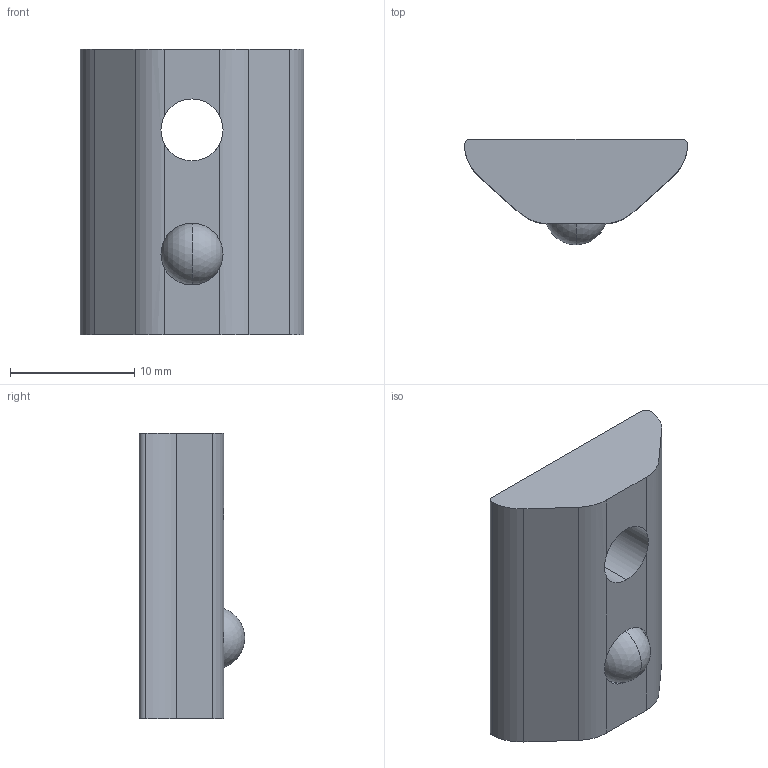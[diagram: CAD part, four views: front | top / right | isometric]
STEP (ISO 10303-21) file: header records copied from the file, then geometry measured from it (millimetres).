
FILE_DESCRIPTION (( 'STEP AP214' ), '1' );
FILE_NAME ('096116.STEP', '2014-08-18T09:43:28', ( '' ), ( '' ), 'SwSTEP 2.0', 'SolidWorks 2014', '' );
FILE_SCHEMA (( 'AUTOMOTIVE_DESIGN' ));
Length unit declared in the file: millimetre
Products named in the file (1): 096116
Bounding box: 18 x 8.5 x 23 mm (x, y, z)
Volume: 1992.5 mm3; surface area: 1409.7 mm2
Topology: 2 solids, 2 shells, 24 faces, 68 edges, 45 vertices
Faces by surface type: cylinder 11, plane 9, cone 2, sphere 2
Entity records: 820 total; most frequent: CARTESIAN_POINT 160, DIRECTION 135, ORIENTED_EDGE 126, EDGE_CURVE 63, AXIS2_PLACEMENT_3D 53, VERTEX_POINT 42, VECTOR 29, LINE 29
